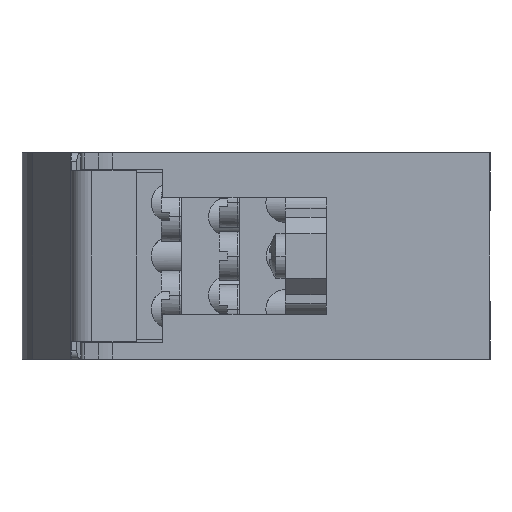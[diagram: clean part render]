
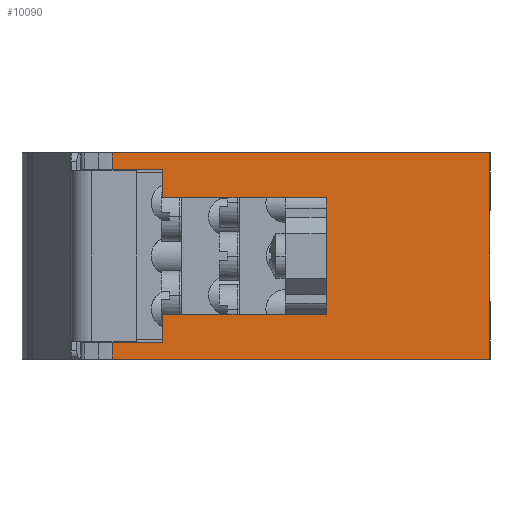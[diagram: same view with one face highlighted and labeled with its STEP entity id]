
A CAD part, left-side view. The second image highlights one B-rep face of the part: STEP entity #10090.
In plain terms, the highlighted planar face has unit normal (-1, 0, 0).
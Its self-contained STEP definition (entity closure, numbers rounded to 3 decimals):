
#206=DIRECTION('',(0.,0.,1.));
#207=VECTOR('',#206,9.5);
#208=CARTESIAN_POINT('',(-21.,20.,-4.75));
#209=LINE('',#208,#207);
#210=DIRECTION('',(0.,1.,0.));
#211=VECTOR('',#210,6.172);
#212=CARTESIAN_POINT('',(-21.,40.,10.6));
#213=LINE('',#212,#211);
#214=DIRECTION('',(0.,0.,1.));
#215=VECTOR('',#214,2.);
#216=CARTESIAN_POINT('',(-21.,46.172,10.6));
#217=LINE('',#216,#215);
#218=DIRECTION('',(0.,-1.,0.));
#219=VECTOR('',#218,46.172);
#220=CARTESIAN_POINT('',(-21.,46.172,12.6));
#221=LINE('',#220,#219);
#222=DIRECTION('',(0.,1.,0.));
#223=VECTOR('',#222,46.172);
#224=CARTESIAN_POINT('',(-21.,0.,-12.6));
#225=LINE('',#224,#223);
#226=DIRECTION('',(0.,-1.,0.));
#227=VECTOR('',#226,6.172);
#228=CARTESIAN_POINT('',(-21.,46.172,-10.6));
#229=LINE('',#228,#227);
#259=DIRECTION('',(0.,0.,-1.));
#260=VECTOR('',#259,2.35);
#261=CARTESIAN_POINT('',(-21.,20.,-4.75));
#262=LINE('',#261,#260);
#275=DIRECTION('',(0.,0.,-1.));
#276=VECTOR('',#275,2.35);
#277=CARTESIAN_POINT('',(-21.,20.,7.1));
#278=LINE('',#277,#276);
#5103=DIRECTION('',(0.,1.,0.));
#5104=VECTOR('',#5103,20.);
#5105=CARTESIAN_POINT('',(-21.,20.,-7.1));
#5106=LINE('',#5105,#5104);
#5107=DIRECTION('',(0.,0.,-1.));
#5108=VECTOR('',#5107,3.5);
#5109=CARTESIAN_POINT('',(-21.,40.,-7.1));
#5110=LINE('',#5109,#5108);
#7029=DIRECTION('',(0.,0.,1.));
#7030=VECTOR('',#7029,25.2);
#7031=CARTESIAN_POINT('',(-21.,0.,-12.6));
#7032=LINE('',#7031,#7030);
#7596=DIRECTION('',(0.,0.,-1.));
#7597=VECTOR('',#7596,2.);
#7598=CARTESIAN_POINT('',(-21.,46.172,-10.6));
#7599=LINE('',#7598,#7597);
#7600=DIRECTION('',(0.,0.,-1.));
#7601=VECTOR('',#7600,3.5);
#7602=CARTESIAN_POINT('',(-21.,40.,10.6));
#7603=LINE('',#7602,#7601);
#7616=DIRECTION('',(0.,-1.,0.));
#7617=VECTOR('',#7616,20.);
#7618=CARTESIAN_POINT('',(-21.,40.,7.1));
#7619=LINE('',#7618,#7617);
#7959=CARTESIAN_POINT('',(-21.,46.172,-12.6));
#7960=VERTEX_POINT('',#7959);
#7961=CARTESIAN_POINT('',(-21.,0.,-12.6));
#7962=VERTEX_POINT('',#7961);
#8041=CARTESIAN_POINT('',(-21.,0.,12.6));
#8042=VERTEX_POINT('',#8041);
#8043=CARTESIAN_POINT('',(-21.,46.172,12.6));
#8044=VERTEX_POINT('',#8043);
#8101=CARTESIAN_POINT('',(-21.,46.172,10.6));
#8102=VERTEX_POINT('',#8101);
#8104=CARTESIAN_POINT('',(-21.,40.,10.6));
#8106=VERTEX_POINT('',#8104);
#8131=CARTESIAN_POINT('',(-21.,46.172,-10.6));
#8133=VERTEX_POINT('',#8131);
#8149=CARTESIAN_POINT('',(-21.,40.,-10.6));
#8150=VERTEX_POINT('',#8149);
#8151=CARTESIAN_POINT('',(-21.,40.,-7.1));
#8152=VERTEX_POINT('',#8151);
#8153=CARTESIAN_POINT('',(-21.,20.,-7.1));
#8154=VERTEX_POINT('',#8153);
#8155=CARTESIAN_POINT('',(-21.,40.,7.1));
#8156=CARTESIAN_POINT('',(-21.,20.,7.1));
#8157=VERTEX_POINT('',#8155);
#8158=VERTEX_POINT('',#8156);
#9672=CARTESIAN_POINT('',(-21.,20.,-4.75));
#9673=CARTESIAN_POINT('',(-21.,20.,4.75));
#9674=VERTEX_POINT('',#9672);
#9675=VERTEX_POINT('',#9673);
#10056=CARTESIAN_POINT('',(-21.,23.086,0.));
#10057=DIRECTION('',(1.,0.,0.));
#10058=DIRECTION('',(0.,-1.,0.));
#10059=AXIS2_PLACEMENT_3D('',#10056,#10057,#10058);
#10060=PLANE('',#10059);
#10061=ORIENTED_EDGE('',*,*,#10042,.T.);
#10063=ORIENTED_EDGE('',*,*,#10062,.F.);
#10065=ORIENTED_EDGE('',*,*,#10064,.F.);
#10067=ORIENTED_EDGE('',*,*,#10066,.F.);
#10069=ORIENTED_EDGE('',*,*,#10068,.T.);
#10071=ORIENTED_EDGE('',*,*,#10070,.T.);
#10073=ORIENTED_EDGE('',*,*,#10072,.T.);
#10075=ORIENTED_EDGE('',*,*,#10074,.F.);
#10077=ORIENTED_EDGE('',*,*,#10076,.T.);
#10079=ORIENTED_EDGE('',*,*,#10078,.F.);
#10081=ORIENTED_EDGE('',*,*,#10080,.T.);
#10083=ORIENTED_EDGE('',*,*,#10082,.F.);
#10085=ORIENTED_EDGE('',*,*,#10084,.F.);
#10087=ORIENTED_EDGE('',*,*,#10086,.F.);
#10088=EDGE_LOOP('',(#10061,#10063,#10065,#10067,#10069,#10071,#10073,#10075,
#10077,#10079,#10081,#10083,#10085,#10087));
#10089=FACE_OUTER_BOUND('',#10088,.F.);
#10042=EDGE_CURVE('',#9674,#9675,#209,.T.);
#10062=EDGE_CURVE('',#8158,#9675,#278,.T.);
#10064=EDGE_CURVE('',#8157,#8158,#7619,.T.);
#10066=EDGE_CURVE('',#8106,#8157,#7603,.T.);
#10068=EDGE_CURVE('',#8106,#8102,#213,.T.);
#10070=EDGE_CURVE('',#8102,#8044,#217,.T.);
#10072=EDGE_CURVE('',#8044,#8042,#221,.T.);
#10074=EDGE_CURVE('',#7962,#8042,#7032,.T.);
#10076=EDGE_CURVE('',#7962,#7960,#225,.T.);
#10078=EDGE_CURVE('',#8133,#7960,#7599,.T.);
#10080=EDGE_CURVE('',#8133,#8150,#229,.T.);
#10082=EDGE_CURVE('',#8152,#8150,#5110,.T.);
#10084=EDGE_CURVE('',#8154,#8152,#5106,.T.);
#10086=EDGE_CURVE('',#9674,#8154,#262,.T.);
#10090=ADVANCED_FACE('',(#10089),#10060,.F.);
